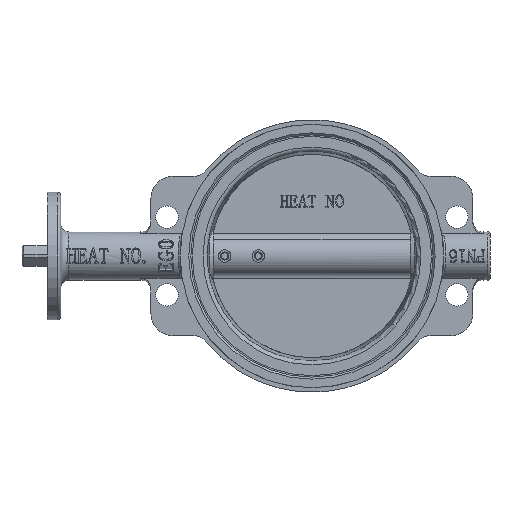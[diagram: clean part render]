
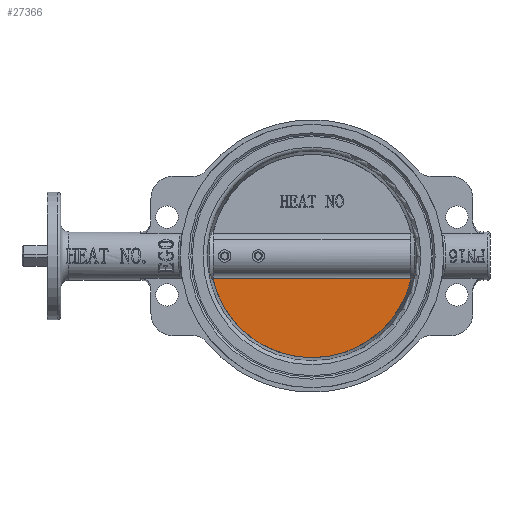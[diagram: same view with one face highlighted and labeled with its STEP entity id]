
A CAD part, left-side view. The second image highlights one B-rep face of the part: STEP entity #27366.
In plain terms, the highlighted planar face has unit normal (-1, 0, -0.006).
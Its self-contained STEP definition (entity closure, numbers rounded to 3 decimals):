
#736=PLANE('',#28619);
#1098=ELLIPSE('',#28620,99.874,99.872);
#1951=FACE_OUTER_BOUND('',#3215,.T.);
#3215=EDGE_LOOP('',(#21662,#21663));
#6752=LINE('',#92511,#9089);
#9089=VECTOR('',#31432,194.654);
#11880=VERTEX_POINT('',#92509);
#11881=VERTEX_POINT('',#92510);
#15768=EDGE_CURVE('',#11880,#11881,#6752,.T.);
#15769=EDGE_CURVE('',#11880,#11881,#1098,.F.);
#21662=ORIENTED_EDGE('',*,*,#15768,.F.);
#21663=ORIENTED_EDGE('',*,*,#15769,.T.);
#27366=ADVANCED_FACE('',(#1951),#736,.F.);
#28619=AXIS2_PLACEMENT_3D('',#92508,#31430,#31431);
#28620=AXIS2_PLACEMENT_3D('',#92512,#31433,#31434);
#31430=DIRECTION('center_axis',(1.,0.,
0.006));
#31431=DIRECTION('ref_axis',(0.,-1.,0.));
#31432=DIRECTION('',(0.,-1.,0.));
#31433=DIRECTION('center_axis',(1.,0.,
0.006));
#31434=DIRECTION('ref_axis',(-0.006,0.,
1.));
#92508=CARTESIAN_POINT('Origin',(-52.652,48.051,139.7));
#92509=CARTESIAN_POINT('',(-53.152,47.628,218.597));
#92510=CARTESIAN_POINT('',(-53.152,-147.026,218.597));
#92511=CARTESIAN_POINT('',(-53.152,47.628,218.597));
#92512=CARTESIAN_POINT('Origin',(-53.294,-49.699,241.));
